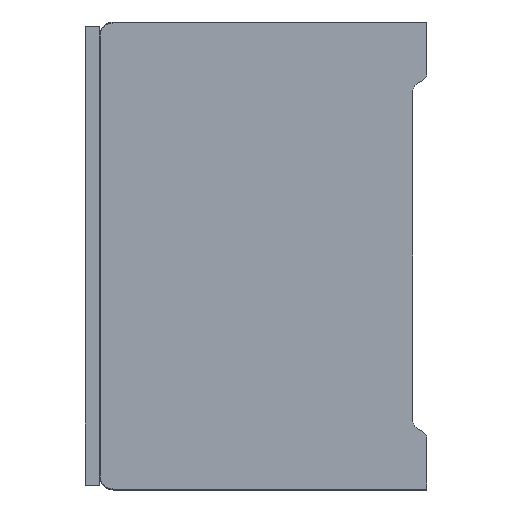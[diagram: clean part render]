
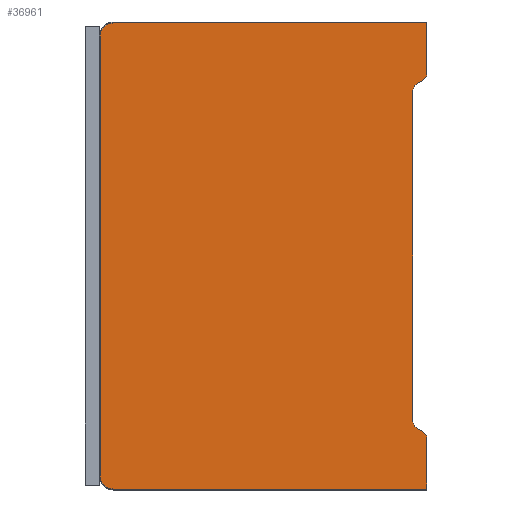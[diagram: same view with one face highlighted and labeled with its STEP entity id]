
A CAD part, left-side view. The second image highlights one B-rep face of the part: STEP entity #36961.
In plain terms, the highlighted planar face has unit normal (-1, 0, 0).
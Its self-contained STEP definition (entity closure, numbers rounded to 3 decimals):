
#4677=CARTESIAN_POINT('',(0.,67.,-97.));
#4678=DIRECTION('',(1.,0.,0.));
#4679=DIRECTION('',(0.,0.,-1.));
#4680=AXIS2_PLACEMENT_3D('',#4677,#4678,#4679);
#4682=CARTESIAN_POINT('',(0.,67.,-3.));
#4683=DIRECTION('',(1.,0.,0.));
#4684=DIRECTION('',(0.,1.,0.));
#4685=AXIS2_PLACEMENT_3D('',#4682,#4683,#4684);
#4687=CARTESIAN_POINT('',(0.,1.732,-11.));
#4688=DIRECTION('',(1.,0.,0.));
#4689=DIRECTION('',(0.,-1.,0.));
#4690=AXIS2_PLACEMENT_3D('',#4687,#4688,#4689);
#4692=DIRECTION('',(0.,0.866,-0.5));
#4693=VECTOR('',#4692,1.309);
#4694=CARTESIAN_POINT('',(0.,0.866,-12.5));
#4695=LINE('',#4694,#4693);
#4696=CARTESIAN_POINT('',(0.,1.,-14.887));
#4697=DIRECTION('',(-1.,0.,0.));
#4698=DIRECTION('',(0.,0.5,0.866));
#4699=AXIS2_PLACEMENT_3D('',#4696,#4697,#4698);
#4701=CARTESIAN_POINT('',(0.,1.,-85.113));
#4702=DIRECTION('',(-1.,0.,0.));
#4703=DIRECTION('',(0.,1.,0.));
#4704=AXIS2_PLACEMENT_3D('',#4701,#4702,#4703);
#4706=DIRECTION('',(0.,-0.866,-0.5));
#4707=VECTOR('',#4706,1.309);
#4708=CARTESIAN_POINT('',(0.,2.,-86.845));
#4709=LINE('',#4708,#4707);
#4710=CARTESIAN_POINT('',(0.,1.732,-89.));
#4711=DIRECTION('',(1.,0.,0.));
#4712=DIRECTION('',(0.,-0.5,0.866));
#4713=AXIS2_PLACEMENT_3D('',#4710,#4711,#4712);
#4719=DIRECTION('',(0.,-1.,0.));
#4720=VECTOR('',#4719,67.);
#4721=CARTESIAN_POINT('',(0.,67.,
-99.8));
#4722=LINE('',#4721,#4720);
#4737=DIRECTION('',(0.,0.,1.));
#4738=VECTOR('',#4737,10.8);
#4739=CARTESIAN_POINT('',(0.,0.,-99.8));
#4740=LINE('',#4739,#4738);
#4793=DIRECTION('',(0.,0.,1.));
#4794=VECTOR('',#4793,70.226);
#4795=CARTESIAN_POINT('',(0.,3.,-85.113));
#4796=LINE('',#4795,#4794);
#4898=DIRECTION('',(0.,0.,1.));
#4899=VECTOR('',#4898,10.8);
#4900=CARTESIAN_POINT('',(0.,0.,-11.));
#4901=LINE('',#4900,#4899);
#4982=DIRECTION('',(0.,0.,-1.));
#4983=VECTOR('',#4982,94.);
#4984=CARTESIAN_POINT('',(0.,69.8,
-3.));
#4985=LINE('',#4984,#4983);
#24364=DIRECTION('',(0.,1.,0.));
#24365=VECTOR('',#24364,67.);
#24366=CARTESIAN_POINT('',(0.,0.,-0.2));
#24367=LINE('',#24366,#24365);
#27136=CARTESIAN_POINT('',(0.,67.,
-99.8));
#27137=CARTESIAN_POINT('',(0.,69.8,
-97.));
#27138=VERTEX_POINT('',#27136);
#27139=VERTEX_POINT('',#27137);
#27140=CARTESIAN_POINT('',(0.,0.,-99.8));
#27141=VERTEX_POINT('',#27140);
#27142=CARTESIAN_POINT('',(0.,69.8,
-3.));
#27143=VERTEX_POINT('',#27142);
#27144=CARTESIAN_POINT('',(0.,67.,
-0.2));
#27145=VERTEX_POINT('',#27144);
#27146=CARTESIAN_POINT('',(0.,0.,-0.2));
#27147=VERTEX_POINT('',#27146);
#27148=CARTESIAN_POINT('',(0.,0.,-11.));
#27149=VERTEX_POINT('',#27148);
#27150=CARTESIAN_POINT('',(0.,0.866,-12.5));
#27151=VERTEX_POINT('',#27150);
#27152=CARTESIAN_POINT('',(0.,2.,-13.155));
#27153=VERTEX_POINT('',#27152);
#27154=CARTESIAN_POINT('',(0.,3.,-14.887));
#27155=VERTEX_POINT('',#27154);
#27156=CARTESIAN_POINT('',(0.,3.,-85.113));
#27157=VERTEX_POINT('',#27156);
#27158=CARTESIAN_POINT('',(0.,2.,
-86.845));
#27159=VERTEX_POINT('',#27158);
#27160=CARTESIAN_POINT('',(0.,0.866,-87.5));
#27161=VERTEX_POINT('',#27160);
#27162=CARTESIAN_POINT('',(0.,0.,-89.));
#27163=VERTEX_POINT('',#27162);
#36927=CARTESIAN_POINT('',(0.,34.9,-50.));
#36928=DIRECTION('',(1.,0.,0.));
#36929=DIRECTION('',(0.,0.,1.));
#36930=AXIS2_PLACEMENT_3D('',#36927,#36928,#36929);
#36931=PLANE('',#36930);
#36933=ORIENTED_EDGE('',*,*,#36932,.F.);
#36935=ORIENTED_EDGE('',*,*,#36934,.T.);
#36937=ORIENTED_EDGE('',*,*,#36936,.F.);
#36938=ORIENTED_EDGE('',*,*,#36917,.T.);
#36940=ORIENTED_EDGE('',*,*,#36939,.F.);
#36942=ORIENTED_EDGE('',*,*,#36941,.F.);
#36944=ORIENTED_EDGE('',*,*,#36943,.T.);
#36946=ORIENTED_EDGE('',*,*,#36945,.T.);
#36948=ORIENTED_EDGE('',*,*,#36947,.T.);
#36950=ORIENTED_EDGE('',*,*,#36949,.F.);
#36952=ORIENTED_EDGE('',*,*,#36951,.T.);
#36954=ORIENTED_EDGE('',*,*,#36953,.T.);
#36956=ORIENTED_EDGE('',*,*,#36955,.T.);
#36958=ORIENTED_EDGE('',*,*,#36957,.F.);
#36959=EDGE_LOOP('',(#36933,#36935,#36937,#36938,#36940,#36942,#36944,#36946,
#36948,#36950,#36952,#36954,#36956,#36958));
#36960=FACE_OUTER_BOUND('',#36959,.F.);
#4681=CIRCLE('',#4680,2.8);
#4686=CIRCLE('',#4685,2.8);
#4691=CIRCLE('',#4690,1.732);
#4700=CIRCLE('',#4699,2.);
#4705=CIRCLE('',#4704,2.);
#4714=CIRCLE('',#4713,1.732);
#36917=EDGE_CURVE('',#27143,#27145,#4686,.T.);
#36932=EDGE_CURVE('',#27138,#27141,#4722,.T.);
#36934=EDGE_CURVE('',#27138,#27139,#4681,.T.);
#36936=EDGE_CURVE('',#27143,#27139,#4985,.T.);
#36939=EDGE_CURVE('',#27147,#27145,#24367,.T.);
#36941=EDGE_CURVE('',#27149,#27147,#4901,.T.);
#36943=EDGE_CURVE('',#27149,#27151,#4691,.T.);
#36945=EDGE_CURVE('',#27151,#27153,#4695,.T.);
#36947=EDGE_CURVE('',#27153,#27155,#4700,.T.);
#36949=EDGE_CURVE('',#27157,#27155,#4796,.T.);
#36951=EDGE_CURVE('',#27157,#27159,#4705,.T.);
#36953=EDGE_CURVE('',#27159,#27161,#4709,.T.);
#36955=EDGE_CURVE('',#27161,#27163,#4714,.T.);
#36957=EDGE_CURVE('',#27141,#27163,#4740,.T.);
#36961=ADVANCED_FACE('',(#36960),#36931,.F.);
